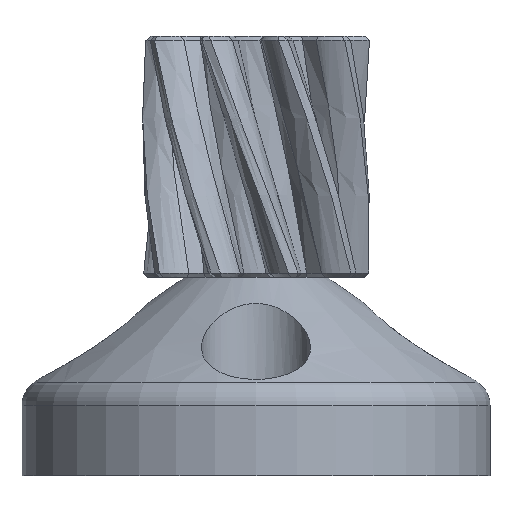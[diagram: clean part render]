
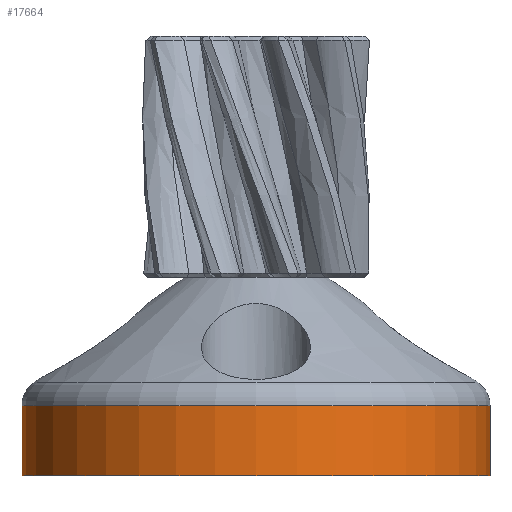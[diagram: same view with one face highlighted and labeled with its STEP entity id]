
A CAD part, left-side view. The second image highlights one B-rep face of the part: STEP entity #17664.
In plain terms, the highlighted cylindrical face has radius 16.5 mm (diameter 33 mm), a partial arc.
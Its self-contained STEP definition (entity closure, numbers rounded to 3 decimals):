
#588 = VECTOR ( 'NONE', #21523, 1000. ) ;
#1625 = EDGE_CURVE ( 'NONE', #22868, #4698, #17668, .T. ) ;
#3160 = CARTESIAN_POINT ( 'NONE',  ( 0., -6., -16.5 ) ) ;
#3477 = LINE ( 'NONE', #23444, #588 ) ;
#4157 = DIRECTION ( 'NONE',  ( 0., 1., 0. ) ) ;
#4640 = CARTESIAN_POINT ( 'NONE',  ( 0., -1.045, 0. ) ) ;
#4698 = VERTEX_POINT ( 'NONE', #18093 ) ;
#4718 = ORIENTED_EDGE ( 'NONE', *, *, #13883, .T. ) ;
#5212 = EDGE_CURVE ( 'NONE', #18582, #4698, #3477, .T. ) ;
#5574 = CARTESIAN_POINT ( 'NONE',  ( 0., -6., 16.5 ) ) ;
#6041 = CARTESIAN_POINT ( 'NONE',  ( 0., -6., 16.5 ) ) ;
#9663 = DIRECTION ( 'NONE',  ( 0., 1., 0. ) ) ;
#9774 = ORIENTED_EDGE ( 'NONE', *, *, #18831, .T. ) ;
#12886 = AXIS2_PLACEMENT_3D ( 'NONE', #13470, #17220, #13604 ) ;
#13470 = CARTESIAN_POINT ( 'NONE',  ( 0., -6., 0. ) ) ;
#13604 = DIRECTION ( 'NONE',  ( 0., 0., 1. ) ) ;
#13883 = EDGE_CURVE ( 'NONE', #18582, #20791, #17014, .T. ) ;
#15926 = DIRECTION ( 'NONE',  ( 0., 0., 1. ) ) ;
#17014 = CIRCLE ( 'NONE', #12886, 16.5 ) ;
#17220 = DIRECTION ( 'NONE',  ( 0., 1., 0. ) ) ;
#17454 = CARTESIAN_POINT ( 'NONE',  ( 0., -1.045, 16.5 ) ) ;
#17610 = FACE_OUTER_BOUND ( 'NONE', #23016, .T. ) ;
#17664 = ADVANCED_FACE ( 'NONE', ( #17610 ), #19782, .T. ) ;
#17668 = CIRCLE ( 'NONE', #21354, 16.5 ) ;
#18093 = CARTESIAN_POINT ( 'NONE',  ( 0., -1.045, -16.5 ) ) ;
#18582 = VERTEX_POINT ( 'NONE', #3160 ) ;
#18654 = AXIS2_PLACEMENT_3D ( 'NONE', #21702, #4157, #15926 ) ;
#18831 = EDGE_CURVE ( 'NONE', #20791, #22868, #25053, .T. ) ;
#19061 = VECTOR ( 'NONE', #9663, 1000. ) ;
#19782 = CYLINDRICAL_SURFACE ( 'NONE', #18654, 16.5 ) ;
#19889 = DIRECTION ( 'NONE',  ( 0., -1., 0. ) ) ;
#20015 = DIRECTION ( 'NONE',  ( 0., 0., -1. ) ) ;
#20074 = ORIENTED_EDGE ( 'NONE', *, *, #5212, .F. ) ;
#20791 = VERTEX_POINT ( 'NONE', #6041 ) ;
#21354 = AXIS2_PLACEMENT_3D ( 'NONE', #4640, #19889, #20015 ) ;
#21523 = DIRECTION ( 'NONE',  ( 0., 1., 0. ) ) ;
#21702 = CARTESIAN_POINT ( 'NONE',  ( 0., -6., 0. ) ) ;
#21707 = ORIENTED_EDGE ( 'NONE', *, *, #1625, .T. ) ;
#22868 = VERTEX_POINT ( 'NONE', #17454 ) ;
#23016 = EDGE_LOOP ( 'NONE', ( #20074, #4718, #9774, #21707 ) ) ;
#23444 = CARTESIAN_POINT ( 'NONE',  ( 0., -6., -16.5 ) ) ;
#25053 = LINE ( 'NONE', #5574, #19061 ) ;
